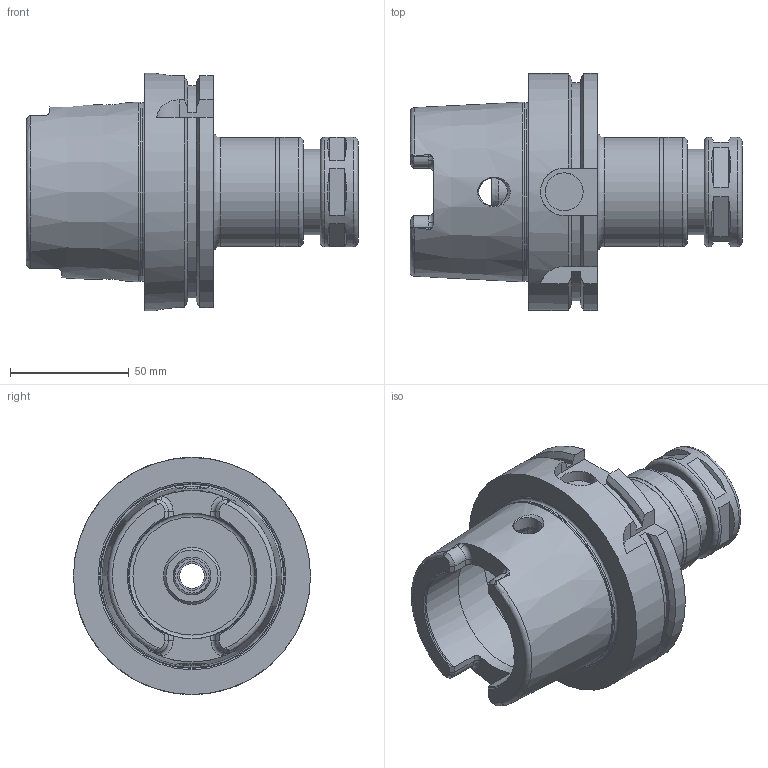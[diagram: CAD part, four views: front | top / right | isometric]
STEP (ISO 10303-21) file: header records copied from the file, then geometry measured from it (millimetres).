
FILE_DESCRIPTION((''),'2;1');
FILE_NAME('536077122090-3D.stp','2020-01-08T17:50:59',('nttooll'),(''),'Autodesk Inventor 2012','Autodesk Inventor 2012','');
FILE_SCHEMA(('AUTOMOTIVE_DESIGN { 1 0 10303 214 1 1 1 1 }'));
Length unit declared in the file: millimetre
Products named in the file (1): 536077122090-3D
Bounding box: 140 x 100 x 100 mm (x, y, z)
Volume: 321660.2 mm3; surface area: 67344.7 mm2
Topology: 1 solids, 1 shells, 166 faces, 389 edges, 247 vertices
Faces by surface type: plane 76, cylinder 46, cone 26, torus 18
Full cylindrical faces by diameter (mm): 10.5 x1, 12 x3, 15.3 x1, 16 x2, 22.5 x1, 24 x2, 28 x1, 30.4 x1, 32.5 x1, 36 x2, 45.6 x1, 46 x2, 46.3 x1, 53 x1, 53.8 x1, 63 x1, 75.3 x1, 100 x1
Entity records: 4795 total; most frequent: CARTESIAN_POINT 1196, DIRECTION 767, ORIENTED_EDGE 664, EDGE_CURVE 332, AXIS2_PLACEMENT_3D 322, EDGE_LOOP 239, VERTEX_POINT 235, FACE_OUTER_BOUND 166
